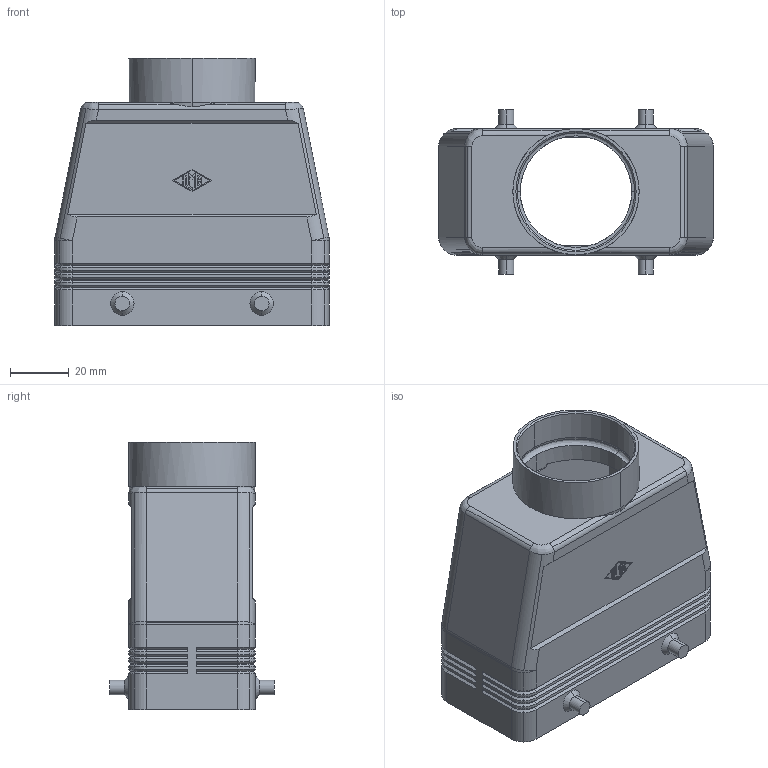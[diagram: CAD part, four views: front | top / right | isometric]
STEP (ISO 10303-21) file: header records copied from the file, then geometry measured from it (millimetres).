
FILE_DESCRIPTION((''),'2;1');
FILE_NAME('MAVW 16.40.stp','2006-12-21T13:13:57',('gembarski'),(''),'Autodesk Inventor 7','Autodesk Inventor 7','');
FILE_SCHEMA(('AUTOMOTIVE_DESIGN { 1 0 10303 214 1 1 1 1 }'));
Length unit declared in the file: millimetre
Products named in the file (1): CAO Tüllengehäuse 2 Bügel für einen Einsatz
Bounding box: 93.5 x 56 x 91 mm (x, y, z)
Volume: 72563.8 mm3; surface area: 46391.3 mm2
Topology: 1 solids, 1 shells, 417 faces, 997 edges, 592 vertices
Faces by surface type: plane 157, cylinder 108, bspline 74, cone 74, sphere 4
Entity records: 12772 total; most frequent: CARTESIAN_POINT 3195, DIRECTION 2013, ORIENTED_EDGE 1978, EDGE_CURVE 989, AXIS2_PLACEMENT_3D 688, VECTOR 637, LINE 637, VERTEX_POINT 592
